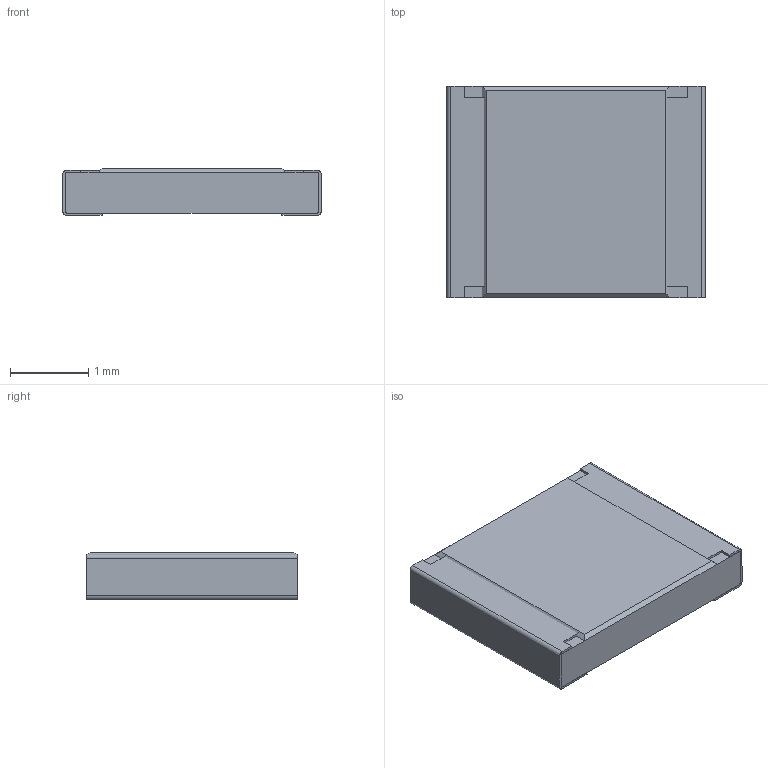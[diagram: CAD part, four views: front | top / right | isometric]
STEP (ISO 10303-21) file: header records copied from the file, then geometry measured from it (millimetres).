
FILE_DESCRIPTION (( 'STEP AP203' ), '1' );
FILE_NAME ('RESC-1210.step', '2019-10-07T21:35:23', ( '' ), ( '' ), 'SwSTEP 2.0', 'SolidWorks 2017', '' );
FILE_SCHEMA (( 'CONFIG_CONTROL_DESIGN' ));
Length unit declared in the file: millimetre
Products named in the file (1): RESC-1210
Bounding box: 3.3 x 2.7 x 0.6 mm (x, y, z)
Volume: 5.1 mm3; surface area: 40.5 mm2
Topology: 3 solids, 3 shells, 52 faces, 134 edges, 88 vertices
Faces by surface type: plane 40, cylinder 12
Entity records: 1643 total; most frequent: CARTESIAN_POINT 275, ORIENTED_EDGE 268, DIRECTION 264, EDGE_CURVE 134, LINE 110, VECTOR 110, VERTEX_POINT 88, AXIS2_PLACEMENT_3D 77
